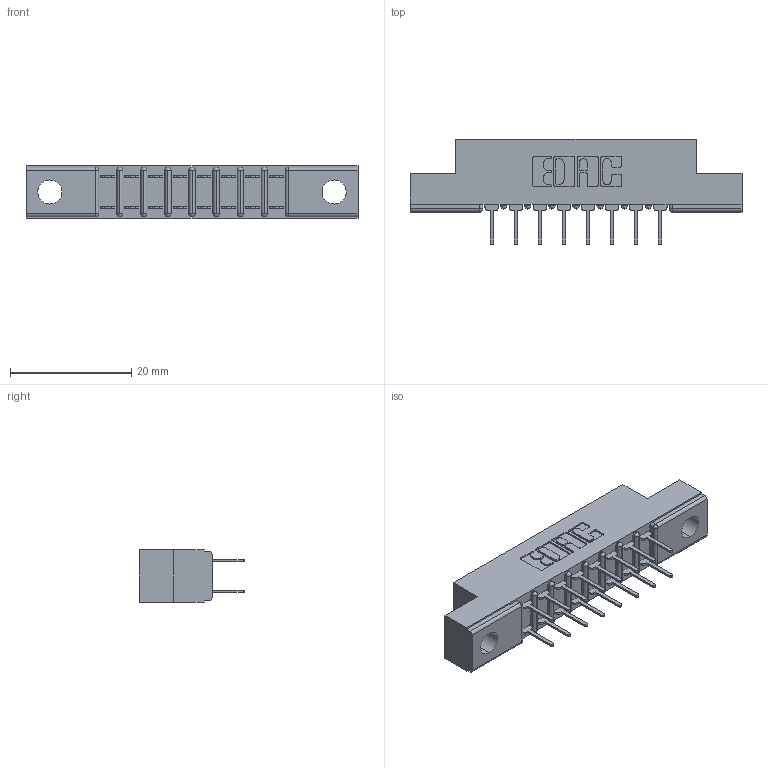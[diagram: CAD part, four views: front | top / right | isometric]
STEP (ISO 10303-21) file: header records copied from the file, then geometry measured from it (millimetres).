
FILE_DESCRIPTION (( 'STEP AP203' ), '1' );
FILE_NAME ('357-016-424-202.STEP', '2020-10-02T18:57:46', ( '' ), ( '' ), 'SwSTEP 2.0', 'SolidWorks 2020', '' );
FILE_SCHEMA (( 'CONFIG_CONTROL_DESIGN' ));
Length unit declared in the file: inch
Products named in the file (3): 357-016-424-202; 307 Part_.128 Dia Mounting Holes; 307-290-001_524
Assembly tree (17 placements, depth 2):
  357-016-424-202
    307 Part_.128 Dia Mounting Holes
    307-290-001_524  x16
Bounding box: 54.71 x 17.42 x 8.71 mm (x, y, z)
Volume: 3487.3 mm3; surface area: 5248.8 mm2
Topology: 17 solids, 17 shells, 863 faces, 2403 edges, 1554 vertices
Faces by surface type: plane 566, cylinder 279, sphere 18
Entity records: 11276 total; most frequent: CARTESIAN_POINT 1852, ORIENTED_EDGE 1830, DIRECTION 1829, EDGE_CURVE 915, LINE 687, VECTOR 687, VERTEX_POINT 594, AXIS2_PLACEMENT_3D 571
